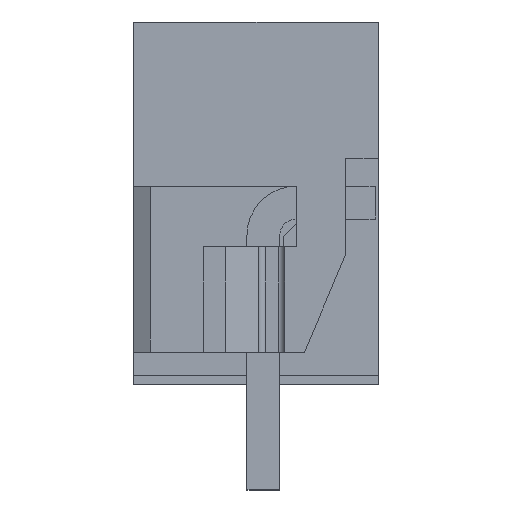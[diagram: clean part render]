
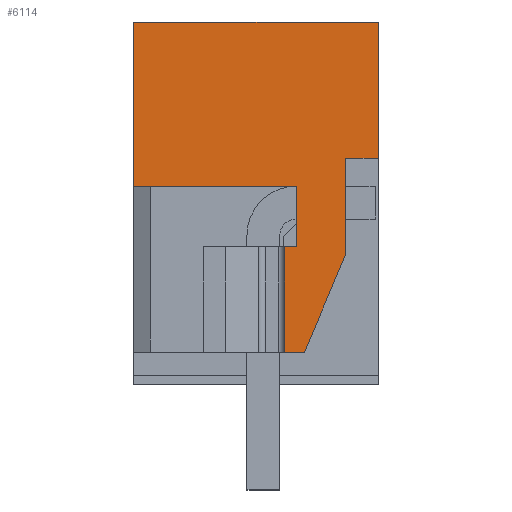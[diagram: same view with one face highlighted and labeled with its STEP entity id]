
A CAD part, left-side view. The second image highlights one B-rep face of the part: STEP entity #6114.
In plain terms, the highlighted planar face has unit normal (-1, 0, 0).
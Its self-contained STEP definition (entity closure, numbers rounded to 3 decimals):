
#6047=AXIS2_PLACEMENT_3D('Plane Axis2P3D',#6044,#6045,#6046) ;
#296=CARTESIAN_POINT('Vertex',(0.,7.45,9.25)) ;
#299=CARTESIAN_POINT('Line Origine',(0.,7.45,11.75)) ;
#303=CARTESIAN_POINT('Vertex',(0.,7.45,14.25)) ;
#5891=CARTESIAN_POINT('Vertex',(0.,2.25,4.2)) ;
#5894=CARTESIAN_POINT('Line Origine',(0.,2.55,4.2)) ;
#5898=CARTESIAN_POINT('Vertex',(0.,2.85,4.2)) ;
#5999=CARTESIAN_POINT('Line Origine',(0.,4.975,9.25)) ;
#6003=CARTESIAN_POINT('Vertex',(0.,2.5,9.25)) ;
#6044=CARTESIAN_POINT('Axis2P3D Location',(0.,7.45,1.8)) ;
#6049=CARTESIAN_POINT('Line Origine',(0.,2.85,5.8)) ;
#6053=CARTESIAN_POINT('Vertex',(0.,2.85,7.4)) ;
#6056=CARTESIAN_POINT('Line Origine',(0.,1.623,5.679)) ;
#6060=CARTESIAN_POINT('Vertex',(0.,0.997,7.158)) ;
#6063=CARTESIAN_POINT('Line Origine',(0.,0.997,8.629)) ;
#6067=CARTESIAN_POINT('Vertex',(0.,0.997,10.1)) ;
#6070=CARTESIAN_POINT('Line Origine',(0.,0.498,10.1)) ;
#6074=CARTESIAN_POINT('Vertex',(0.,0.,10.1)) ;
#6077=CARTESIAN_POINT('Line Origine',(0.,0.,12.175)) ;
#6081=CARTESIAN_POINT('Vertex',(0.,0.,14.25)) ;
#6084=CARTESIAN_POINT('Line Origine',(0.,3.725,14.25)) ;
#6089=CARTESIAN_POINT('Line Origine',(0.,2.5,8.325)) ;
#6093=CARTESIAN_POINT('Vertex',(0.,2.5,7.4)) ;
#6096=CARTESIAN_POINT('Line Origine',(0.,2.675,7.4)) ;
#300=DIRECTION('Vector Direction',(0.,0.,-1.)) ;
#5895=DIRECTION('Vector Direction',(0.,-1.,0.)) ;
#6000=DIRECTION('Vector Direction',(0.,1.,0.)) ;
#6045=DIRECTION('Axis2P3D Direction',(1.,0.,-0.)) ;
#6046=DIRECTION('Axis2P3D XDirection',(0.,0.,1.)) ;
#6050=DIRECTION('Vector Direction',(0.,0.,1.)) ;
#6057=DIRECTION('Vector Direction',(0.,0.39,-0.921)) ;
#6064=DIRECTION('Vector Direction',(0.,0.,1.)) ;
#6071=DIRECTION('Vector Direction',(0.,-1.,0.)) ;
#6078=DIRECTION('Vector Direction',(0.,0.,1.)) ;
#6085=DIRECTION('Vector Direction',(0.,1.,0.)) ;
#6090=DIRECTION('Vector Direction',(0.,0.,-1.)) ;
#6097=DIRECTION('Vector Direction',(0.,1.,0.)) ;
#301=VECTOR('Line Direction',#300,1.) ;
#5896=VECTOR('Line Direction',#5895,1.) ;
#6001=VECTOR('Line Direction',#6000,1.) ;
#6051=VECTOR('Line Direction',#6050,1.) ;
#6058=VECTOR('Line Direction',#6057,1.) ;
#6065=VECTOR('Line Direction',#6064,1.) ;
#6072=VECTOR('Line Direction',#6071,1.) ;
#6079=VECTOR('Line Direction',#6078,1.) ;
#6086=VECTOR('Line Direction',#6085,1.) ;
#6091=VECTOR('Line Direction',#6090,1.) ;
#6098=VECTOR('Line Direction',#6097,1.) ;
#6102=ORIENTED_EDGE('',*,*,#6055,.F.) ;
#6103=ORIENTED_EDGE('',*,*,#5900,.F.) ;
#6104=ORIENTED_EDGE('',*,*,#6062,.F.) ;
#6105=ORIENTED_EDGE('',*,*,#6069,.F.) ;
#6106=ORIENTED_EDGE('',*,*,#6076,.F.) ;
#6107=ORIENTED_EDGE('',*,*,#6083,.F.) ;
#6108=ORIENTED_EDGE('',*,*,#6088,.F.) ;
#6109=ORIENTED_EDGE('',*,*,#305,.F.) ;
#6110=ORIENTED_EDGE('',*,*,#6005,.F.) ;
#6111=ORIENTED_EDGE('',*,*,#6095,.F.) ;
#6112=ORIENTED_EDGE('',*,*,#6100,.F.) ;
#6114=ADVANCED_FACE('HOUSING',(#6113),#6048,.F.) ;
#305=EDGE_CURVE('',#297,#304,#302,.F.) ;
#5900=EDGE_CURVE('',#5892,#5899,#5897,.F.) ;
#6005=EDGE_CURVE('',#6004,#297,#6002,.T.) ;
#6055=EDGE_CURVE('',#5899,#6054,#6052,.T.) ;
#6062=EDGE_CURVE('',#6061,#5892,#6059,.T.) ;
#6069=EDGE_CURVE('',#6068,#6061,#6066,.F.) ;
#6076=EDGE_CURVE('',#6075,#6068,#6073,.F.) ;
#6083=EDGE_CURVE('',#6082,#6075,#6080,.F.) ;
#6088=EDGE_CURVE('',#304,#6082,#6087,.F.) ;
#6095=EDGE_CURVE('',#6094,#6004,#6092,.F.) ;
#6100=EDGE_CURVE('',#6054,#6094,#6099,.F.) ;
#6101=EDGE_LOOP('',(#6102,#6103,#6104,#6105,#6106,#6107,#6108,#6109,#6110,#6111,#6112)) ;
#6113=FACE_OUTER_BOUND('',#6101,.T.) ;
#302=LINE('Line',#299,#301) ;
#5897=LINE('Line',#5894,#5896) ;
#6002=LINE('Line',#5999,#6001) ;
#6052=LINE('Line',#6049,#6051) ;
#6059=LINE('Line',#6056,#6058) ;
#6066=LINE('Line',#6063,#6065) ;
#6073=LINE('Line',#6070,#6072) ;
#6080=LINE('Line',#6077,#6079) ;
#6087=LINE('Line',#6084,#6086) ;
#6092=LINE('Line',#6089,#6091) ;
#6099=LINE('Line',#6096,#6098) ;
#6048=PLANE('',#6047) ;
#297=VERTEX_POINT('',#296) ;
#304=VERTEX_POINT('',#303) ;
#5892=VERTEX_POINT('',#5891) ;
#5899=VERTEX_POINT('',#5898) ;
#6004=VERTEX_POINT('',#6003) ;
#6054=VERTEX_POINT('',#6053) ;
#6061=VERTEX_POINT('',#6060) ;
#6068=VERTEX_POINT('',#6067) ;
#6075=VERTEX_POINT('',#6074) ;
#6082=VERTEX_POINT('',#6081) ;
#6094=VERTEX_POINT('',#6093) ;
